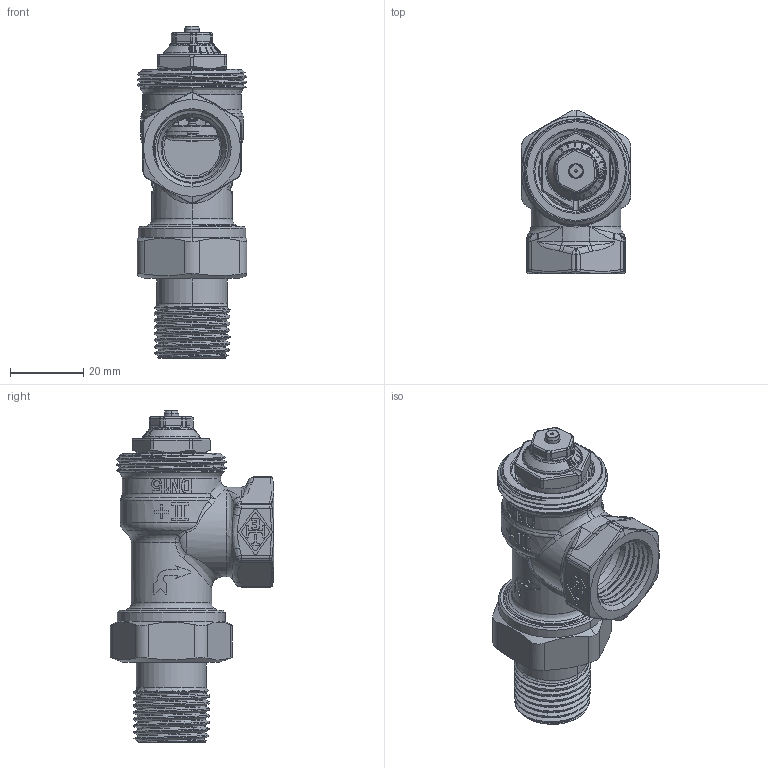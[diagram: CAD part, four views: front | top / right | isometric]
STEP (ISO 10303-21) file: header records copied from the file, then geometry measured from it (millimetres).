
FILE_DESCRIPTION((''),'2;1');
FILE_NAME('9113-02-000-GEW-O-B_SW0002','2015-03-09T',('marann'),(''),'PRO/ENGINEER BY PARAMETRIC TECHNOLOGY CORPORATION, 2011490','PRO/ENGINEER BY PARAMETRIC TECHNOLOGY CORPORATION, 2011490','');
FILE_SCHEMA(('CONFIG_CONTROL_DESIGN'));
Products named in the file (1): 9113-02-000-GEW-O-B_SW0002
Bounding box: 30 x 44.7 x 90.83 mm (x, y, z)
Volume: 26782.4 mm3; surface area: 22864.9 mm2
Topology: 3 solids, 3 shells, 1230 faces, 3151 edges, 1948 vertices
Faces by surface type: plane 373, cylinder 357, bspline 162, cone 143, torus 123, extrusion 50, sphere 22
Entity records: 58500 total; most frequent: CARTESIAN_POINT 30397, ORIENTED_EDGE 6274, DIRECTION 5352, EDGE_CURVE 3137, AXIS2_PLACEMENT_3D 2096, VERTEX_POINT 1948, EDGE_LOOP 1283, FACE_OUTER_BOUND 1230
